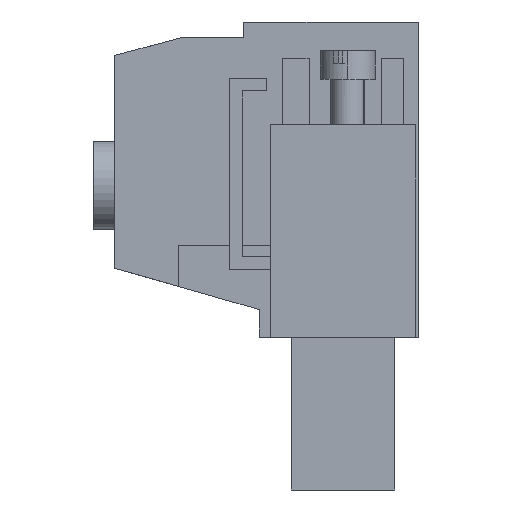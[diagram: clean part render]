
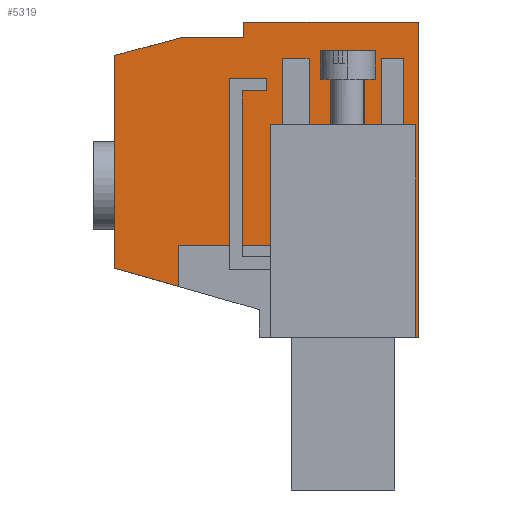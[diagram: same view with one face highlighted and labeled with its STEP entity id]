
A CAD part, left-side view. The second image highlights one B-rep face of the part: STEP entity #5319.
In plain terms, the highlighted planar face has unit normal (-1, 0, 0).
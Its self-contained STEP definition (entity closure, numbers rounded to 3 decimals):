
#5204=AXIS2_PLACEMENT_3D('Plane Axis2P3D',#5201,#5202,#5203) ;
#2166=CARTESIAN_POINT('Vertex',(10.16,0.,14.4)) ;
#2169=CARTESIAN_POINT('Line Origine',(10.16,0.15,14.4)) ;
#2173=CARTESIAN_POINT('Vertex',(10.16,0.3,14.4)) ;
#2222=CARTESIAN_POINT('Vertex',(10.16,2.8,14.4)) ;
#2225=CARTESIAN_POINT('Line Origine',(10.16,7.1,14.4)) ;
#2229=CARTESIAN_POINT('Vertex',(10.16,11.4,14.4)) ;
#4718=CARTESIAN_POINT('Vertex',(10.16,0.,44.1)) ;
#4721=CARTESIAN_POINT('Line Origine',(10.16,0.,29.25)) ;
#5201=CARTESIAN_POINT('Axis2P3D Location',(10.16,0.,0.)) ;
#5206=CARTESIAN_POINT('Line Origine',(10.16,2.8,24.4)) ;
#5210=CARTESIAN_POINT('Vertex',(10.16,2.8,34.4)) ;
#5213=CARTESIAN_POINT('Line Origine',(10.16,1.55,34.4)) ;
#5217=CARTESIAN_POINT('Vertex',(10.16,0.3,34.4)) ;
#5220=CARTESIAN_POINT('Line Origine',(10.16,0.3,24.4)) ;
#5225=CARTESIAN_POINT('Line Origine',(10.16,8.225,44.1)) ;
#5229=CARTESIAN_POINT('Vertex',(10.16,16.45,44.1)) ;
#5232=CARTESIAN_POINT('Line Origine',(10.16,16.45,43.35)) ;
#5236=CARTESIAN_POINT('Vertex',(10.16,16.45,42.6)) ;
#5239=CARTESIAN_POINT('Line Origine',(10.16,19.446,42.6)) ;
#5243=CARTESIAN_POINT('Vertex',(10.16,22.442,42.6)) ;
#5246=CARTESIAN_POINT('Line Origine',(10.16,25.521,41.775)) ;
#5250=CARTESIAN_POINT('Vertex',(10.16,28.6,40.95)) ;
#5253=CARTESIAN_POINT('Line Origine',(10.16,28.6,30.925)) ;
#5257=CARTESIAN_POINT('Vertex',(10.16,28.6,20.9)) ;
#5260=CARTESIAN_POINT('Line Origine',(10.16,25.6,20.04)) ;
#5264=CARTESIAN_POINT('Vertex',(10.16,22.6,19.18)) ;
#5267=CARTESIAN_POINT('Line Origine',(10.16,22.6,21.115)) ;
#5271=CARTESIAN_POINT('Vertex',(10.16,22.6,23.05)) ;
#5274=CARTESIAN_POINT('Line Origine',(10.16,18.25,23.05)) ;
#5278=CARTESIAN_POINT('Vertex',(10.16,13.9,23.05)) ;
#5281=CARTESIAN_POINT('Line Origine',(10.16,13.9,28.725)) ;
#5285=CARTESIAN_POINT('Vertex',(10.16,13.9,34.4)) ;
#5288=CARTESIAN_POINT('Line Origine',(10.16,12.65,34.4)) ;
#5292=CARTESIAN_POINT('Vertex',(10.16,11.4,34.4)) ;
#5295=CARTESIAN_POINT('Line Origine',(10.16,11.4,24.4)) ;
#2170=DIRECTION('Vector Direction',(0.,1.,0.)) ;
#2226=DIRECTION('Vector Direction',(0.,1.,0.)) ;
#4722=DIRECTION('Vector Direction',(0.,0.,-1.)) ;
#5202=DIRECTION('Axis2P3D Direction',(-1.,0.,0.)) ;
#5203=DIRECTION('Axis2P3D XDirection',(0.,0.,1.)) ;
#5207=DIRECTION('Vector Direction',(0.,0.,1.)) ;
#5214=DIRECTION('Vector Direction',(0.,-1.,0.)) ;
#5221=DIRECTION('Vector Direction',(0.,0.,-1.)) ;
#5226=DIRECTION('Vector Direction',(0.,-1.,0.)) ;
#5233=DIRECTION('Vector Direction',(0.,0.,1.)) ;
#5240=DIRECTION('Vector Direction',(0.,-1.,0.)) ;
#5247=DIRECTION('Vector Direction',(0.,-0.966,0.259)) ;
#5254=DIRECTION('Vector Direction',(0.,0.,1.)) ;
#5261=DIRECTION('Vector Direction',(0.,0.961,0.276)) ;
#5268=DIRECTION('Vector Direction',(0.,0.,1.)) ;
#5275=DIRECTION('Vector Direction',(0.,-1.,0.)) ;
#5282=DIRECTION('Vector Direction',(0.,0.,1.)) ;
#5289=DIRECTION('Vector Direction',(0.,-1.,0.)) ;
#5296=DIRECTION('Vector Direction',(0.,0.,1.)) ;
#2171=VECTOR('Line Direction',#2170,1.) ;
#2227=VECTOR('Line Direction',#2226,1.) ;
#4723=VECTOR('Line Direction',#4722,1.) ;
#5208=VECTOR('Line Direction',#5207,1.) ;
#5215=VECTOR('Line Direction',#5214,1.) ;
#5222=VECTOR('Line Direction',#5221,1.) ;
#5227=VECTOR('Line Direction',#5226,1.) ;
#5234=VECTOR('Line Direction',#5233,1.) ;
#5241=VECTOR('Line Direction',#5240,1.) ;
#5248=VECTOR('Line Direction',#5247,1.) ;
#5255=VECTOR('Line Direction',#5254,1.) ;
#5262=VECTOR('Line Direction',#5261,1.) ;
#5269=VECTOR('Line Direction',#5268,1.) ;
#5276=VECTOR('Line Direction',#5275,1.) ;
#5283=VECTOR('Line Direction',#5282,1.) ;
#5290=VECTOR('Line Direction',#5289,1.) ;
#5297=VECTOR('Line Direction',#5296,1.) ;
#5301=ORIENTED_EDGE('',*,*,#5212,.T.) ;
#5302=ORIENTED_EDGE('',*,*,#5219,.F.) ;
#5303=ORIENTED_EDGE('',*,*,#5224,.F.) ;
#5304=ORIENTED_EDGE('',*,*,#2175,.T.) ;
#5305=ORIENTED_EDGE('',*,*,#4725,.T.) ;
#5306=ORIENTED_EDGE('',*,*,#5231,.T.) ;
#5307=ORIENTED_EDGE('',*,*,#5238,.T.) ;
#5308=ORIENTED_EDGE('',*,*,#5245,.T.) ;
#5309=ORIENTED_EDGE('',*,*,#5252,.T.) ;
#5310=ORIENTED_EDGE('',*,*,#5259,.T.) ;
#5311=ORIENTED_EDGE('',*,*,#5266,.T.) ;
#5312=ORIENTED_EDGE('',*,*,#5273,.T.) ;
#5313=ORIENTED_EDGE('',*,*,#5280,.T.) ;
#5314=ORIENTED_EDGE('',*,*,#5287,.F.) ;
#5315=ORIENTED_EDGE('',*,*,#5294,.F.) ;
#5316=ORIENTED_EDGE('',*,*,#5299,.F.) ;
#5317=ORIENTED_EDGE('',*,*,#2231,.T.) ;
#5319=ADVANCED_FACE('HOUSING.2',(#5318),#5205,.T.) ;
#2175=EDGE_CURVE('',#2174,#2167,#2172,.F.) ;
#2231=EDGE_CURVE('',#2230,#2223,#2228,.F.) ;
#4725=EDGE_CURVE('',#2167,#4719,#4724,.F.) ;
#5212=EDGE_CURVE('',#2223,#5211,#5209,.T.) ;
#5219=EDGE_CURVE('',#5218,#5211,#5216,.F.) ;
#5224=EDGE_CURVE('',#2174,#5218,#5223,.F.) ;
#5231=EDGE_CURVE('',#4719,#5230,#5228,.F.) ;
#5238=EDGE_CURVE('',#5230,#5237,#5235,.F.) ;
#5245=EDGE_CURVE('',#5237,#5244,#5242,.F.) ;
#5252=EDGE_CURVE('',#5244,#5251,#5249,.F.) ;
#5259=EDGE_CURVE('',#5251,#5258,#5256,.F.) ;
#5266=EDGE_CURVE('',#5258,#5265,#5263,.F.) ;
#5273=EDGE_CURVE('',#5265,#5272,#5270,.T.) ;
#5280=EDGE_CURVE('',#5272,#5279,#5277,.T.) ;
#5287=EDGE_CURVE('',#5286,#5279,#5284,.F.) ;
#5294=EDGE_CURVE('',#5293,#5286,#5291,.F.) ;
#5299=EDGE_CURVE('',#2230,#5293,#5298,.T.) ;
#5300=EDGE_LOOP('',(#5301,#5302,#5303,#5304,#5305,#5306,#5307,#5308,#5309,#5310,#5311,#5312,#5313,#5314,#5315,#5316,#5317)) ;
#5318=FACE_OUTER_BOUND('',#5300,.T.) ;
#2172=LINE('Line',#2169,#2171) ;
#2228=LINE('Line',#2225,#2227) ;
#4724=LINE('Line',#4721,#4723) ;
#5209=LINE('Line',#5206,#5208) ;
#5216=LINE('Line',#5213,#5215) ;
#5223=LINE('Line',#5220,#5222) ;
#5228=LINE('Line',#5225,#5227) ;
#5235=LINE('Line',#5232,#5234) ;
#5242=LINE('Line',#5239,#5241) ;
#5249=LINE('Line',#5246,#5248) ;
#5256=LINE('Line',#5253,#5255) ;
#5263=LINE('Line',#5260,#5262) ;
#5270=LINE('Line',#5267,#5269) ;
#5277=LINE('Line',#5274,#5276) ;
#5284=LINE('Line',#5281,#5283) ;
#5291=LINE('Line',#5288,#5290) ;
#5298=LINE('Line',#5295,#5297) ;
#5205=PLANE('',#5204) ;
#2167=VERTEX_POINT('',#2166) ;
#2174=VERTEX_POINT('',#2173) ;
#2223=VERTEX_POINT('',#2222) ;
#2230=VERTEX_POINT('',#2229) ;
#4719=VERTEX_POINT('',#4718) ;
#5211=VERTEX_POINT('',#5210) ;
#5218=VERTEX_POINT('',#5217) ;
#5230=VERTEX_POINT('',#5229) ;
#5237=VERTEX_POINT('',#5236) ;
#5244=VERTEX_POINT('',#5243) ;
#5251=VERTEX_POINT('',#5250) ;
#5258=VERTEX_POINT('',#5257) ;
#5265=VERTEX_POINT('',#5264) ;
#5272=VERTEX_POINT('',#5271) ;
#5279=VERTEX_POINT('',#5278) ;
#5286=VERTEX_POINT('',#5285) ;
#5293=VERTEX_POINT('',#5292) ;
